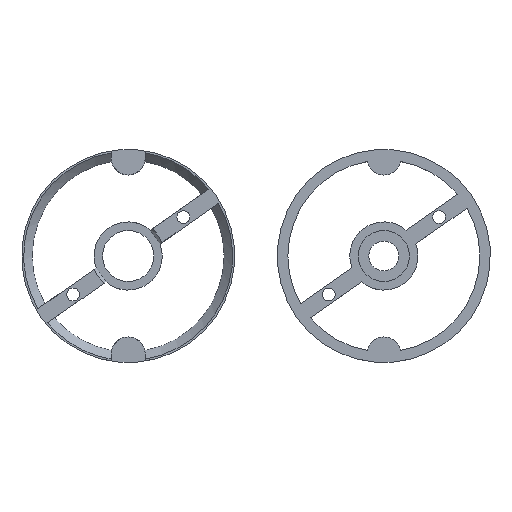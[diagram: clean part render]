
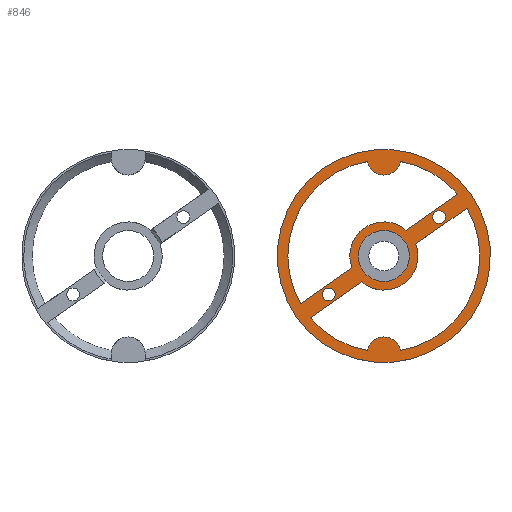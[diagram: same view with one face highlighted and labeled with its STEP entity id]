
A CAD part, top view. The second image highlights one B-rep face of the part: STEP entity #846.
In plain terms, the highlighted planar face has unit normal (0, 0, 1).
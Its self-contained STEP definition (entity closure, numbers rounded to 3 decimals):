
#44=FACE_BOUND('',#200,.T.);
#45=FACE_BOUND('',#201,.T.);
#46=FACE_BOUND('',#202,.T.);
#47=FACE_BOUND('',#203,.T.);
#48=FACE_BOUND('',#204,.T.);
#57=CIRCLE('',#891,8.);
#70=CIRCLE('',#906,22.527);
#71=CIRCLE('',#908,4.);
#72=CIRCLE('',#910,22.527);
#73=CIRCLE('',#912,6.);
#74=CIRCLE('',#914,25.);
#75=CIRCLE('',#916,1.5);
#76=CIRCLE('',#918,1.5);
#77=CIRCLE('',#920,8.);
#78=CIRCLE('',#923,22.527);
#79=CIRCLE('',#926,22.527);
#80=CIRCLE('',#928,4.);
#150=FACE_OUTER_BOUND('',#199,.T.);
#199=EDGE_LOOP('',(#641));
#200=EDGE_LOOP('',(#642));
#201=EDGE_LOOP('',(#643));
#202=EDGE_LOOP('',(#644,#645,#646,#647,#648,#649));
#203=EDGE_LOOP('',(#650,#651,#652,#653,#654,#655));
#204=EDGE_LOOP('',(#656));
#239=LINE('',#1244,#295);
#243=LINE('',#1253,#299);
#258=LINE('',#1324,#314);
#260=LINE('',#1330,#316);
#295=VECTOR('',#990,10.);
#299=VECTOR('',#996,10.);
#314=VECTOR('',#1075,10.);
#316=VECTOR('',#1083,10.);
#351=VERTEX_POINT('',#1242);
#352=VERTEX_POINT('',#1243);
#355=VERTEX_POINT('',#1251);
#356=VERTEX_POINT('',#1252);
#359=VERTEX_POINT('',#1260);
#372=VERTEX_POINT('',#1291);
#373=VERTEX_POINT('',#1295);
#374=VERTEX_POINT('',#1299);
#375=VERTEX_POINT('',#1303);
#376=VERTEX_POINT('',#1307);
#377=VERTEX_POINT('',#1311);
#378=VERTEX_POINT('',#1315);
#379=VERTEX_POINT('',#1319);
#380=VERTEX_POINT('',#1323);
#381=VERTEX_POINT('',#1329);
#382=VERTEX_POINT('',#1333);
#435=EDGE_CURVE('',#351,#352,#239,.T.);
#439=EDGE_CURVE('',#355,#356,#243,.T.);
#443=EDGE_CURVE('',#356,#359,#57,.T.);
#459=EDGE_CURVE('',#372,#351,#70,.T.);
#461=EDGE_CURVE('',#373,#372,#71,.T.);
#463=EDGE_CURVE('',#374,#355,#72,.T.);
#465=EDGE_CURVE('',#375,#375,#73,.T.);
#467=EDGE_CURVE('',#376,#376,#74,.T.);
#469=EDGE_CURVE('',#377,#377,#75,.T.);
#471=EDGE_CURVE('',#378,#378,#76,.T.);
#473=EDGE_CURVE('',#352,#379,#77,.T.);
#475=EDGE_CURVE('',#379,#380,#258,.T.);
#477=EDGE_CURVE('',#380,#373,#78,.T.);
#478=EDGE_CURVE('',#359,#381,#260,.T.);
#480=EDGE_CURVE('',#381,#382,#79,.T.);
#482=EDGE_CURVE('',#382,#374,#80,.T.);
#641=ORIENTED_EDGE('',*,*,#467,.T.);
#642=ORIENTED_EDGE('',*,*,#471,.T.);
#643=ORIENTED_EDGE('',*,*,#469,.T.);
#644=ORIENTED_EDGE('',*,*,#478,.T.);
#645=ORIENTED_EDGE('',*,*,#480,.T.);
#646=ORIENTED_EDGE('',*,*,#482,.T.);
#647=ORIENTED_EDGE('',*,*,#463,.T.);
#648=ORIENTED_EDGE('',*,*,#439,.T.);
#649=ORIENTED_EDGE('',*,*,#443,.T.);
#650=ORIENTED_EDGE('',*,*,#473,.T.);
#651=ORIENTED_EDGE('',*,*,#475,.T.);
#652=ORIENTED_EDGE('',*,*,#477,.T.);
#653=ORIENTED_EDGE('',*,*,#461,.T.);
#654=ORIENTED_EDGE('',*,*,#459,.T.);
#655=ORIENTED_EDGE('',*,*,#435,.T.);
#656=ORIENTED_EDGE('',*,*,#465,.T.);
#818=PLANE('',#929);
#846=ADVANCED_FACE('',(#150,#44,#45,#46,#47,#48),#818,.T.);
#891=AXIS2_PLACEMENT_3D('',#1261,#1002,#1003);
#906=AXIS2_PLACEMENT_3D('',#1292,#1035,#1036);
#908=AXIS2_PLACEMENT_3D('',#1296,#1040,#1041);
#910=AXIS2_PLACEMENT_3D('',#1300,#1045,#1046);
#912=AXIS2_PLACEMENT_3D('',#1304,#1050,#1051);
#914=AXIS2_PLACEMENT_3D('',#1308,#1055,#1056);
#916=AXIS2_PLACEMENT_3D('',#1312,#1060,#1061);
#918=AXIS2_PLACEMENT_3D('',#1316,#1065,#1066);
#920=AXIS2_PLACEMENT_3D('',#1320,#1070,#1071);
#923=AXIS2_PLACEMENT_3D('',#1327,#1079,#1080);
#926=AXIS2_PLACEMENT_3D('',#1334,#1087,#1088);
#928=AXIS2_PLACEMENT_3D('',#1337,#1092,#1093);
#929=AXIS2_PLACEMENT_3D('',#1338,#1094,#1095);
#990=DIRECTION('',(-0.819,-0.574,0.));
#996=DIRECTION('',(0.819,0.574,0.));
#1002=DIRECTION('center_axis',(0.,0.,1.));
#1003=DIRECTION('ref_axis',(-0.574,0.819,0.));
#1035=DIRECTION('center_axis',(0.,0.,-1.));
#1036=DIRECTION('ref_axis',(-0.574,0.819,0.));
#1040=DIRECTION('center_axis',(0.,0.,1.));
#1041=DIRECTION('ref_axis',(-1.,0.,0.));
#1045=DIRECTION('center_axis',(0.,0.,-1.));
#1046=DIRECTION('ref_axis',(-0.574,0.819,0.));
#1050=DIRECTION('center_axis',(0.,0.,-1.));
#1051=DIRECTION('ref_axis',(-0.574,0.819,0.));
#1055=DIRECTION('center_axis',(0.,0.,1.));
#1056=DIRECTION('ref_axis',(0.574,-0.819,0.));
#1060=DIRECTION('center_axis',(0.,0.,-1.));
#1061=DIRECTION('ref_axis',(1.,0.,0.));
#1065=DIRECTION('center_axis',(0.,0.,-1.));
#1066=DIRECTION('ref_axis',(1.,0.,0.));
#1070=DIRECTION('center_axis',(0.,0.,1.));
#1071=DIRECTION('ref_axis',(-0.574,0.819,0.));
#1075=DIRECTION('',(-0.819,-0.574,0.));
#1079=DIRECTION('center_axis',(0.,0.,-1.));
#1080=DIRECTION('ref_axis',(-0.574,0.819,0.));
#1083=DIRECTION('',(0.819,0.574,0.));
#1087=DIRECTION('center_axis',(0.,0.,-1.));
#1088=DIRECTION('ref_axis',(-0.574,0.819,0.));
#1092=DIRECTION('center_axis',(0.,0.,1.));
#1093=DIRECTION('ref_axis',(1.,0.,0.));
#1094=DIRECTION('center_axis',(0.,0.,1.));
#1095=DIRECTION('ref_axis',(1.,0.,0.));
#1242=CARTESIAN_POINT('',(47.233,14.508,2.5));
#1243=CARTESIAN_POINT('',(35.198,6.081,2.5));
#1244=CARTESIAN_POINT('',(19.663,-4.797,2.5));
#1251=CARTESIAN_POINT('',(12.767,-14.508,2.5));
#1252=CARTESIAN_POINT('',(24.802,-6.081,2.5));
#1253=CARTESIAN_POINT('',(40.337,4.797,2.5));
#1260=CARTESIAN_POINT('',(37.492,2.805,2.5));
#1261=CARTESIAN_POINT('Origin',(30.,0.,2.5));
#1291=CARTESIAN_POINT('',(33.916,22.184,2.5));
#1292=CARTESIAN_POINT('Origin',(30.,0.,2.5));
#1295=CARTESIAN_POINT('',(26.084,22.184,2.5));
#1296=CARTESIAN_POINT('Origin',(30.,23.,2.5));
#1299=CARTESIAN_POINT('',(26.084,-22.184,2.5));
#1300=CARTESIAN_POINT('Origin',(30.,0.,2.5));
#1303=CARTESIAN_POINT('',(33.441,-4.915,2.5));
#1304=CARTESIAN_POINT('Origin',(30.,0.,2.5));
#1307=CARTESIAN_POINT('',(15.661,20.479,2.5));
#1308=CARTESIAN_POINT('Origin',(30.,0.,2.5));
#1311=CARTESIAN_POINT('',(41.46,9.13,2.5));
#1312=CARTESIAN_POINT('Origin',(42.96,9.13,2.5));
#1315=CARTESIAN_POINT('',(15.566,-9.039,2.5));
#1316=CARTESIAN_POINT('Origin',(17.066,-9.039,2.5));
#1319=CARTESIAN_POINT('',(22.508,-2.805,2.5));
#1320=CARTESIAN_POINT('Origin',(30.,0.,2.5));
#1323=CARTESIAN_POINT('',(10.473,-11.232,2.5));
#1324=CARTESIAN_POINT('',(19.663,-4.797,2.5));
#1327=CARTESIAN_POINT('Origin',(30.,0.,2.5));
#1329=CARTESIAN_POINT('',(49.527,11.232,2.5));
#1330=CARTESIAN_POINT('',(40.337,4.797,2.5));
#1333=CARTESIAN_POINT('',(33.916,-22.184,2.5));
#1334=CARTESIAN_POINT('Origin',(30.,0.,2.5));
#1337=CARTESIAN_POINT('Origin',(30.,-23.,2.5));
#1338=CARTESIAN_POINT('Origin',(30.,0.,2.5));
